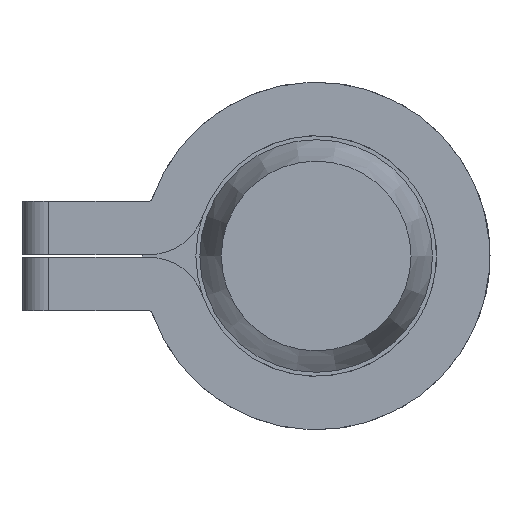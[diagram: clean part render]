
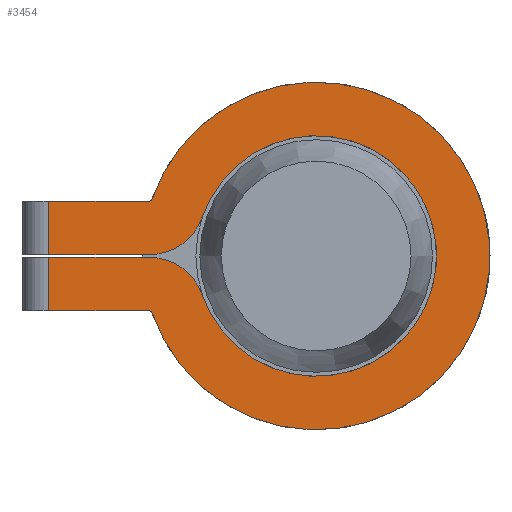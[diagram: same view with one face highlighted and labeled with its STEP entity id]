
A CAD part, front view. The second image highlights one B-rep face of the part: STEP entity #3454.
In plain terms, the highlighted face is planar.
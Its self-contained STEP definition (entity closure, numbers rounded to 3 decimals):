
#448=LINE('',#6242,#750);
#453=LINE('',#6254,#755);
#463=LINE('',#6293,#765);
#467=LINE('',#6302,#769);
#472=LINE('',#6318,#774);
#473=LINE('',#6325,#775);
#750=VECTOR('',#4820,10.);
#755=VECTOR('',#4831,10.);
#765=VECTOR('',#4869,10.);
#769=VECTOR('',#4879,10.);
#774=VECTOR('',#4898,10.);
#775=VECTOR('',#4911,10.);
#966=FACE_OUTER_BOUND('',#1176,.T.);
#1176=EDGE_LOOP('',(#3111,#3112,#3113,#3114,#3115,#3116,#3117,#3118,#3119,
#3120,#3121,#3122));
#1284=CIRCLE('',#3857,6.5);
#1298=CIRCLE('',#3885,2.1);
#1299=CIRCLE('',#3887,4.5);
#1300=CIRCLE('',#3889,2.1);
#1301=CIRCLE('',#3892,0.1);
#1302=CIRCLE('',#3895,0.1);
#1605=VERTEX_POINT('',#6228);
#1606=VERTEX_POINT('',#6230);
#1608=VERTEX_POINT('',#6239);
#1609=VERTEX_POINT('',#6241);
#1613=VERTEX_POINT('',#6253);
#1627=VERTEX_POINT('',#6290);
#1628=VERTEX_POINT('',#6292);
#1630=VERTEX_POINT('',#6300);
#1631=VERTEX_POINT('',#6304);
#1632=VERTEX_POINT('',#6306);
#1633=VERTEX_POINT('',#6310);
#1634=VERTEX_POINT('',#6316);
#2085=EDGE_CURVE('',#1606,#1605,#1284,.T.);
#2088=EDGE_CURVE('',#1608,#1609,#448,.T.);
#2094=EDGE_CURVE('',#1613,#1609,#453,.T.);
#2114=EDGE_CURVE('',#1628,#1627,#463,.T.);
#2119=EDGE_CURVE('',#1630,#1627,#467,.T.);
#2121=EDGE_CURVE('',#1632,#1631,#1298,.T.);
#2124=EDGE_CURVE('',#1631,#1633,#1299,.T.);
#2125=EDGE_CURVE('',#1633,#1613,#1300,.T.);
#2127=EDGE_CURVE('',#1608,#1634,#472,.T.);
#2128=EDGE_CURVE('',#1634,#1606,#1301,.T.);
#2129=EDGE_CURVE('',#1605,#1628,#1302,.T.);
#2130=EDGE_CURVE('',#1630,#1632,#473,.T.);
#3111=ORIENTED_EDGE('',*,*,#2088,.F.);
#3112=ORIENTED_EDGE('',*,*,#2127,.T.);
#3113=ORIENTED_EDGE('',*,*,#2128,.T.);
#3114=ORIENTED_EDGE('',*,*,#2085,.T.);
#3115=ORIENTED_EDGE('',*,*,#2129,.T.);
#3116=ORIENTED_EDGE('',*,*,#2114,.T.);
#3117=ORIENTED_EDGE('',*,*,#2119,.F.);
#3118=ORIENTED_EDGE('',*,*,#2130,.T.);
#3119=ORIENTED_EDGE('',*,*,#2121,.T.);
#3120=ORIENTED_EDGE('',*,*,#2124,.T.);
#3121=ORIENTED_EDGE('',*,*,#2125,.T.);
#3122=ORIENTED_EDGE('',*,*,#2094,.T.);
#3265=PLANE('',#3897);
#3454=ADVANCED_FACE('',(#966),#3265,.F.);
#3857=AXIS2_PLACEMENT_3D('',#6231,#4805,#4806);
#3885=AXIS2_PLACEMENT_3D('',#6307,#4883,#4884);
#3887=AXIS2_PLACEMENT_3D('',#6312,#4889,#4890);
#3889=AXIS2_PLACEMENT_3D('',#6314,#4893,#4894);
#3892=AXIS2_PLACEMENT_3D('',#6320,#4901,#4902);
#3895=AXIS2_PLACEMENT_3D('',#6323,#4907,#4908);
#3897=AXIS2_PLACEMENT_3D('',#6326,#4912,#4913);
#4805=DIRECTION('center_axis',(0.,0.,-1.));
#4806=DIRECTION('ref_axis',(0.945,0.326,0.));
#4820=DIRECTION('',(0.,-1.,0.));
#4831=DIRECTION('',(-1.,0.,0.));
#4869=DIRECTION('',(-1.,0.,0.));
#4879=DIRECTION('',(0.,-1.,0.));
#4883=DIRECTION('center_axis',(0.,0.,-1.));
#4884=DIRECTION('ref_axis',(-0.945,-0.326,0.));
#4889=DIRECTION('center_axis',(0.,0.,1.));
#4890=DIRECTION('ref_axis',(-0.945,-0.326,0.));
#4893=DIRECTION('center_axis',(0.,0.,-1.));
#4894=DIRECTION('ref_axis',(0.,1.,0.));
#4898=DIRECTION('',(1.,0.,0.));
#4901=DIRECTION('center_axis',(0.,0.,1.));
#4902=DIRECTION('ref_axis',(0.,-1.,0.));
#4907=DIRECTION('center_axis',(0.,0.,1.));
#4908=DIRECTION('ref_axis',(0.945,0.326,0.));
#4911=DIRECTION('',(1.,0.,0.));
#4912=DIRECTION('center_axis',(0.,0.,1.));
#4913=DIRECTION('ref_axis',(1.,0.,0.));
#6228=CARTESIAN_POINT('',(-6.145,-2.117,0.));
#6230=CARTESIAN_POINT('',(-6.145,2.117,0.));
#6231=CARTESIAN_POINT('Origin',(0.,0.,0.));
#6239=CARTESIAN_POINT('',(-10.,2.05,0.));
#6241=CARTESIAN_POINT('',(-10.,0.05,0.));
#6242=CARTESIAN_POINT('',(-10.,0.025,0.));
#6253=CARTESIAN_POINT('',(-6.24,0.05,0.));
#6254=CARTESIAN_POINT('',(-6.24,0.05,0.));
#6290=CARTESIAN_POINT('',(-10.,-2.05,0.));
#6292=CARTESIAN_POINT('',(-6.24,-2.05,0.));
#6293=CARTESIAN_POINT('',(-6.24,-2.05,0.));
#6300=CARTESIAN_POINT('',(-10.,-0.05,0.));
#6302=CARTESIAN_POINT('',(-10.,-1.025,0.));
#6304=CARTESIAN_POINT('',(-4.255,-1.466,0.));
#6306=CARTESIAN_POINT('',(-6.24,-0.05,0.));
#6307=CARTESIAN_POINT('Origin',(-6.24,-2.15,0.));
#6310=CARTESIAN_POINT('',(-4.255,1.466,0.));
#6312=CARTESIAN_POINT('Origin',(0.,0.,0.));
#6314=CARTESIAN_POINT('Origin',(-6.24,2.15,0.));
#6316=CARTESIAN_POINT('',(-6.24,2.05,0.));
#6318=CARTESIAN_POINT('',(-11.,2.05,0.));
#6320=CARTESIAN_POINT('Origin',(-6.24,2.15,0.));
#6323=CARTESIAN_POINT('Origin',(-6.24,-2.15,0.));
#6325=CARTESIAN_POINT('',(-11.,-0.05,0.));
#6326=CARTESIAN_POINT('Origin',(-2.551,0.,
0.));
